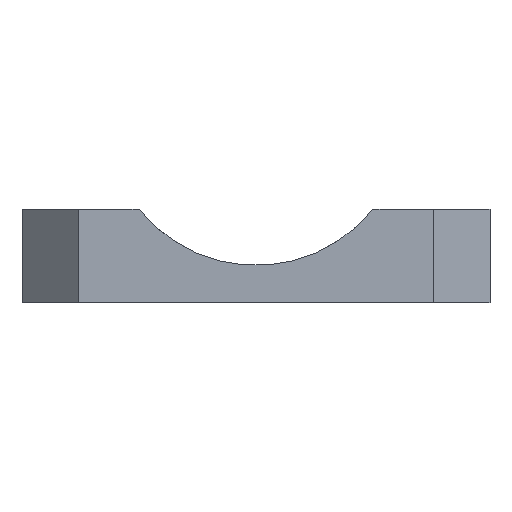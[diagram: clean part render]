
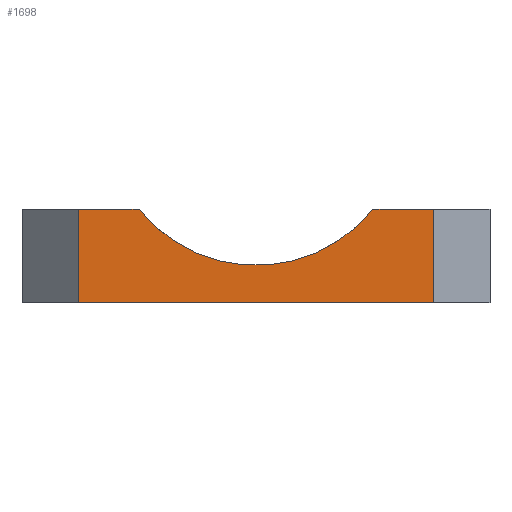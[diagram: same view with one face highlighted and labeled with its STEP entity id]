
A CAD part, front view. The second image highlights one B-rep face of the part: STEP entity #1698.
In plain terms, the highlighted planar face has unit normal (0, -1, 0).
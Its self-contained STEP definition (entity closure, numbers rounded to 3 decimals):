
#55 = PLANE('',#56);
#56 = AXIS2_PLACEMENT_3D('',#57,#58,#59);
#57 = CARTESIAN_POINT('',(-12.5,-20.,5.));
#58 = DIRECTION('',(0.,0.,1.));
#59 = DIRECTION('',(1.,0.,0.));
#83 = PLANE('',#84);
#84 = AXIS2_PLACEMENT_3D('',#85,#86,#87);
#85 = CARTESIAN_POINT('',(-11.,-18.5,0.));
#86 = DIRECTION('',(-0.707,-0.707,0.));
#87 = DIRECTION('',(-0.,-0.,-1.));
#111 = PLANE('',#112);
#112 = AXIS2_PLACEMENT_3D('',#113,#114,#115);
#113 = CARTESIAN_POINT('',(-12.5,-20.,0.));
#114 = DIRECTION('',(0.,0.,1.));
#115 = DIRECTION('',(1.,0.,0.));
#154 = VERTEX_POINT('',#155);
#155 = CARTESIAN_POINT('',(-9.5,-20.,5.));
#176 = EDGE_CURVE('',#154,#177,#179,.T.);
#177 = VERTEX_POINT('',#178);
#178 = CARTESIAN_POINT('',(-6.245,-20.,5.));
#179 = SURFACE_CURVE('',#180,(#184,#191),.PCURVE_S1.);
#180 = LINE('',#181,#182);
#181 = CARTESIAN_POINT('',(-12.5,-20.,5.));
#182 = VECTOR('',#183,1.);
#183 = DIRECTION('',(1.,0.,0.));
#184 = PCURVE('',#55,#185);
#185 = DEFINITIONAL_REPRESENTATION('',(#186),#190);
#186 = LINE('',#187,#188);
#187 = CARTESIAN_POINT('',(0.,0.));
#188 = VECTOR('',#189,1.);
#189 = DIRECTION('',(1.,0.));
#190 = ( GEOMETRIC_REPRESENTATION_CONTEXT(2) 
PARAMETRIC_REPRESENTATION_CONTEXT() REPRESENTATION_CONTEXT('2D SPACE',''
  ) );
#191 = PCURVE('',#192,#197);
#192 = PLANE('',#193);
#193 = AXIS2_PLACEMENT_3D('',#194,#195,#196);
#194 = CARTESIAN_POINT('',(-12.5,-20.,0.));
#195 = DIRECTION('',(0.,1.,0.));
#196 = DIRECTION('',(0.,0.,1.));
#197 = DEFINITIONAL_REPRESENTATION('',(#198),#202);
#198 = LINE('',#199,#200);
#199 = CARTESIAN_POINT('',(5.,0.));
#200 = VECTOR('',#201,1.);
#201 = DIRECTION('',(0.,1.));
#202 = ( GEOMETRIC_REPRESENTATION_CONTEXT(2) 
PARAMETRIC_REPRESENTATION_CONTEXT() REPRESENTATION_CONTEXT('2D SPACE',''
  ) );
#219 = CYLINDRICAL_SURFACE('',#220,8.);
#220 = AXIS2_PLACEMENT_3D('',#221,#222,#223);
#221 = CARTESIAN_POINT('',(0.,21.,10.));
#222 = DIRECTION('',(0.,-1.,0.));
#223 = DIRECTION('',(1.,0.,0.));
#545 = VERTEX_POINT('',#546);
#546 = CARTESIAN_POINT('',(-9.5,-20.,0.));
#569 = EDGE_CURVE('',#545,#154,#570,.T.);
#570 = SURFACE_CURVE('',#571,(#575,#582),.PCURVE_S1.);
#571 = LINE('',#572,#573);
#572 = CARTESIAN_POINT('',(-9.5,-20.,0.));
#573 = VECTOR('',#574,1.);
#574 = DIRECTION('',(0.,0.,1.));
#575 = PCURVE('',#83,#576);
#576 = DEFINITIONAL_REPRESENTATION('',(#577),#581);
#577 = LINE('',#578,#579);
#578 = CARTESIAN_POINT('',(-0.,2.121));
#579 = VECTOR('',#580,1.);
#580 = DIRECTION('',(-1.,0.));
#581 = ( GEOMETRIC_REPRESENTATION_CONTEXT(2) 
PARAMETRIC_REPRESENTATION_CONTEXT() REPRESENTATION_CONTEXT('2D SPACE',''
  ) );
#582 = PCURVE('',#192,#583);
#583 = DEFINITIONAL_REPRESENTATION('',(#584),#588);
#584 = LINE('',#585,#586);
#585 = CARTESIAN_POINT('',(0.,3.));
#586 = VECTOR('',#587,1.);
#587 = DIRECTION('',(1.,0.));
#588 = ( GEOMETRIC_REPRESENTATION_CONTEXT(2) 
PARAMETRIC_REPRESENTATION_CONTEXT() REPRESENTATION_CONTEXT('2D SPACE',''
  ) );
#644 = EDGE_CURVE('',#545,#645,#647,.T.);
#645 = VERTEX_POINT('',#646);
#646 = CARTESIAN_POINT('',(9.5,-20.,0.));
#647 = SURFACE_CURVE('',#648,(#652,#659),.PCURVE_S1.);
#648 = LINE('',#649,#650);
#649 = CARTESIAN_POINT('',(-12.5,-20.,0.));
#650 = VECTOR('',#651,1.);
#651 = DIRECTION('',(1.,0.,0.));
#652 = PCURVE('',#111,#653);
#653 = DEFINITIONAL_REPRESENTATION('',(#654),#658);
#654 = LINE('',#655,#656);
#655 = CARTESIAN_POINT('',(0.,0.));
#656 = VECTOR('',#657,1.);
#657 = DIRECTION('',(1.,0.));
#658 = ( GEOMETRIC_REPRESENTATION_CONTEXT(2) 
PARAMETRIC_REPRESENTATION_CONTEXT() REPRESENTATION_CONTEXT('2D SPACE',''
  ) );
#659 = PCURVE('',#192,#660);
#660 = DEFINITIONAL_REPRESENTATION('',(#661),#665);
#661 = LINE('',#662,#663);
#662 = CARTESIAN_POINT('',(0.,0.));
#663 = VECTOR('',#664,1.);
#664 = DIRECTION('',(0.,1.));
#665 = ( GEOMETRIC_REPRESENTATION_CONTEXT(2) 
PARAMETRIC_REPRESENTATION_CONTEXT() REPRESENTATION_CONTEXT('2D SPACE',''
  ) );
#683 = PLANE('',#684);
#684 = AXIS2_PLACEMENT_3D('',#685,#686,#687);
#685 = CARTESIAN_POINT('',(11.,-18.5,0.));
#686 = DIRECTION('',(-0.707,0.707,0.));
#687 = DIRECTION('',(-0.,-0.,-1.));
#1067 = PLANE('',#1068);
#1068 = AXIS2_PLACEMENT_3D('',#1069,#1070,#1071);
#1069 = CARTESIAN_POINT('',(-12.5,-20.,5.));
#1070 = DIRECTION('',(0.,0.,1.));
#1071 = DIRECTION('',(1.,0.,0.));
#1339 = VERTEX_POINT('',#1340);
#1340 = CARTESIAN_POINT('',(6.245,-20.,5.));
#1359 = EDGE_CURVE('',#177,#1339,#1360,.T.);
#1360 = SURFACE_CURVE('',#1361,(#1366,#1373),.PCURVE_S1.);
#1361 = CIRCLE('',#1362,8.);
#1362 = AXIS2_PLACEMENT_3D('',#1363,#1364,#1365);
#1363 = CARTESIAN_POINT('',(0.,-20.,10.));
#1364 = DIRECTION('',(0.,-1.,0.));
#1365 = DIRECTION('',(1.,0.,0.));
#1366 = PCURVE('',#219,#1367);
#1367 = DEFINITIONAL_REPRESENTATION('',(#1368),#1372);
#1368 = LINE('',#1369,#1370);
#1369 = CARTESIAN_POINT('',(0.,41.));
#1370 = VECTOR('',#1371,1.);
#1371 = DIRECTION('',(1.,0.));
#1372 = ( GEOMETRIC_REPRESENTATION_CONTEXT(2) 
PARAMETRIC_REPRESENTATION_CONTEXT() REPRESENTATION_CONTEXT('2D SPACE',''
  ) );
#1373 = PCURVE('',#192,#1374);
#1374 = DEFINITIONAL_REPRESENTATION('',(#1375),#1383);
#1375 = ( BOUNDED_CURVE() B_SPLINE_CURVE(2,(#1376,#1377,#1378,#1379,
#1380,#1381,#1382),.UNSPECIFIED.,.F.,.F.) B_SPLINE_CURVE_WITH_KNOTS((1,2
    ,2,2,2,1),(-2.094,0.,2.094,4.189,
6.283,8.378),.UNSPECIFIED.) CURVE() 
GEOMETRIC_REPRESENTATION_ITEM() RATIONAL_B_SPLINE_CURVE((1.,0.5,1.,0.5,
1.,0.5,1.)) REPRESENTATION_ITEM('') );
#1376 = CARTESIAN_POINT('',(10.,20.5));
#1377 = CARTESIAN_POINT('',(23.856,20.5));
#1378 = CARTESIAN_POINT('',(16.928,8.5));
#1379 = CARTESIAN_POINT('',(10.,-3.5));
#1380 = CARTESIAN_POINT('',(3.072,8.5));
#1381 = CARTESIAN_POINT('',(-3.856,20.5));
#1382 = CARTESIAN_POINT('',(10.,20.5));
#1383 = ( GEOMETRIC_REPRESENTATION_CONTEXT(2) 
PARAMETRIC_REPRESENTATION_CONTEXT() REPRESENTATION_CONTEXT('2D SPACE',''
  ) );
#1698 = ADVANCED_FACE('',(#1699),#192,.F.);
#1699 = FACE_BOUND('',#1700,.F.);
#1700 = EDGE_LOOP('',(#1701,#1702,#1703,#1704,#1705,#1728));
#1701 = ORIENTED_EDGE('',*,*,#644,.F.);
#1702 = ORIENTED_EDGE('',*,*,#569,.T.);
#1703 = ORIENTED_EDGE('',*,*,#176,.T.);
#1704 = ORIENTED_EDGE('',*,*,#1359,.T.);
#1705 = ORIENTED_EDGE('',*,*,#1706,.T.);
#1706 = EDGE_CURVE('',#1339,#1707,#1709,.T.);
#1707 = VERTEX_POINT('',#1708);
#1708 = CARTESIAN_POINT('',(9.5,-20.,5.));
#1709 = SURFACE_CURVE('',#1710,(#1714,#1721),.PCURVE_S1.);
#1710 = LINE('',#1711,#1712);
#1711 = CARTESIAN_POINT('',(-12.5,-20.,5.));
#1712 = VECTOR('',#1713,1.);
#1713 = DIRECTION('',(1.,0.,0.));
#1714 = PCURVE('',#192,#1715);
#1715 = DEFINITIONAL_REPRESENTATION('',(#1716),#1720);
#1716 = LINE('',#1717,#1718);
#1717 = CARTESIAN_POINT('',(5.,0.));
#1718 = VECTOR('',#1719,1.);
#1719 = DIRECTION('',(0.,1.));
#1720 = ( GEOMETRIC_REPRESENTATION_CONTEXT(2) 
PARAMETRIC_REPRESENTATION_CONTEXT() REPRESENTATION_CONTEXT('2D SPACE',''
  ) );
#1721 = PCURVE('',#1067,#1722);
#1722 = DEFINITIONAL_REPRESENTATION('',(#1723),#1727);
#1723 = LINE('',#1724,#1725);
#1724 = CARTESIAN_POINT('',(0.,0.));
#1725 = VECTOR('',#1726,1.);
#1726 = DIRECTION('',(1.,0.));
#1727 = ( GEOMETRIC_REPRESENTATION_CONTEXT(2) 
PARAMETRIC_REPRESENTATION_CONTEXT() REPRESENTATION_CONTEXT('2D SPACE',''
  ) );
#1728 = ORIENTED_EDGE('',*,*,#1729,.F.);
#1729 = EDGE_CURVE('',#645,#1707,#1730,.T.);
#1730 = SURFACE_CURVE('',#1731,(#1735,#1742),.PCURVE_S1.);
#1731 = LINE('',#1732,#1733);
#1732 = CARTESIAN_POINT('',(9.5,-20.,0.));
#1733 = VECTOR('',#1734,1.);
#1734 = DIRECTION('',(0.,0.,1.));
#1735 = PCURVE('',#192,#1736);
#1736 = DEFINITIONAL_REPRESENTATION('',(#1737),#1741);
#1737 = LINE('',#1738,#1739);
#1738 = CARTESIAN_POINT('',(0.,22.));
#1739 = VECTOR('',#1740,1.);
#1740 = DIRECTION('',(1.,0.));
#1741 = ( GEOMETRIC_REPRESENTATION_CONTEXT(2) 
PARAMETRIC_REPRESENTATION_CONTEXT() REPRESENTATION_CONTEXT('2D SPACE',''
  ) );
#1742 = PCURVE('',#683,#1743);
#1743 = DEFINITIONAL_REPRESENTATION('',(#1744),#1748);
#1744 = LINE('',#1745,#1746);
#1745 = CARTESIAN_POINT('',(-0.,2.121));
#1746 = VECTOR('',#1747,1.);
#1747 = DIRECTION('',(-1.,0.));
#1748 = ( GEOMETRIC_REPRESENTATION_CONTEXT(2) 
PARAMETRIC_REPRESENTATION_CONTEXT() REPRESENTATION_CONTEXT('2D SPACE',''
  ) );
